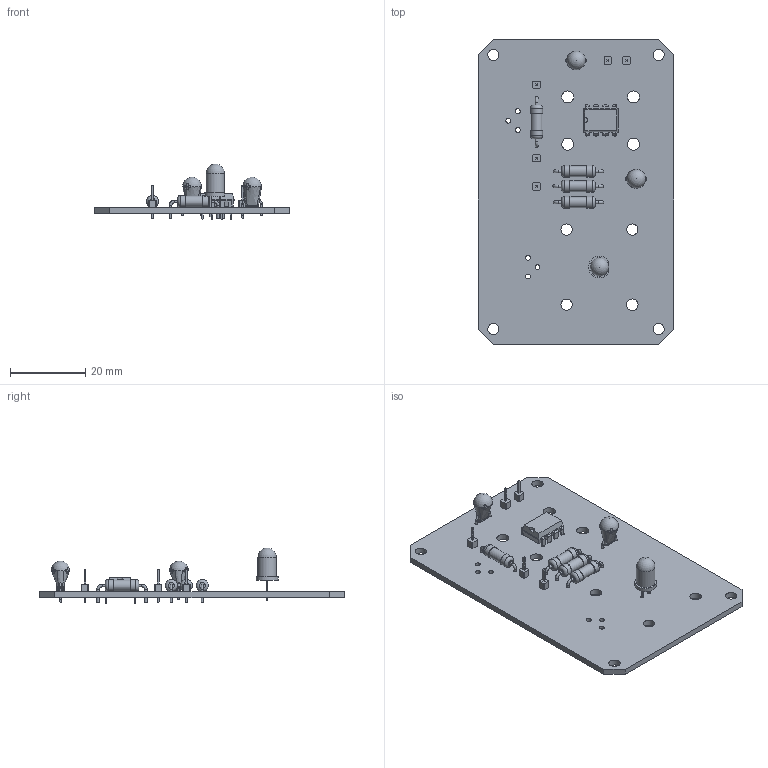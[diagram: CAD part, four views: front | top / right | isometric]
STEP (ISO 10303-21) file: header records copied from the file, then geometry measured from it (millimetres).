
FILE_DESCRIPTION(('KiCad electronic assembly'),'2;1');
FILE_NAME('Photodiode_Led_Circuit.step','2020-10-27T18:24:42',( 'An Author'),('A Company'),'Open CASCADE STEP processor 6.9', 'KiCad to STEP converter','Unknown');
FILE_SCHEMA(('AUTOMOTIVE_DESIGN { 1 0 10303 214 1 1 1 1 }'));
Length unit declared in the file: millimetre
Products named in the file (12): Open CASCADE STEP translator 6.9 1; R_Axial_DIN0309_L9.0mm_D3.2mm_P12.70mm_Horizontal; SOLID; LED_D5.0mm; PinHeader_1x01_P2.00mm_Vertical; CP_Radial_Tantal_D5.0mm_P5.00mm; DIP-8_W7.62mm; COMPOUND
Assembly tree (19 placements, depth 3):
  Open CASCADE STEP translator 6.9 1
    R_Axial_DIN0309_L9.0mm_D3.2mm_P12.70mm_Horizontal  x4
      SOLID
    LED_D5.0mm
      SOLID
    PinHeader_1x01_P2.00mm_Vertical  x5
      SOLID
    CP_Radial_Tantal_D5.0mm_P5.00mm  x2
      SOLID
    DIP-8_W7.62mm
      SOLID
    COMPOUND
Bounding box: 52 x 81 x 14.9 mm (x, y, z)
Volume: 7344.2 mm3; surface area: 10280.6 mm2
Topology: 14 solids, 14 shells, 561 faces, 1390 edges, 885 vertices
Faces by surface type: plane 356, cylinder 140, bspline 34, torus 20, sphere 7, revolution 4
Full cylindrical faces by diameter (mm): 0.5 x8, 0.7 x16, 0.8 x25, 0.9 x2, 1.3 x6, 2.88 x4, 3 x7, 3.041 x1, 3.2 x10, 3.202 x2, 4.9 x1
Entity records: 34210 total; most frequent: CARTESIAN_POINT 14808, DIRECTION 3103, LINE 1904, VECTOR 1904, ORIENTED_EDGE 1730, PCURVE 1730, DEFINITIONAL_REPRESENTATION 1730, EDGE_CURVE 865
